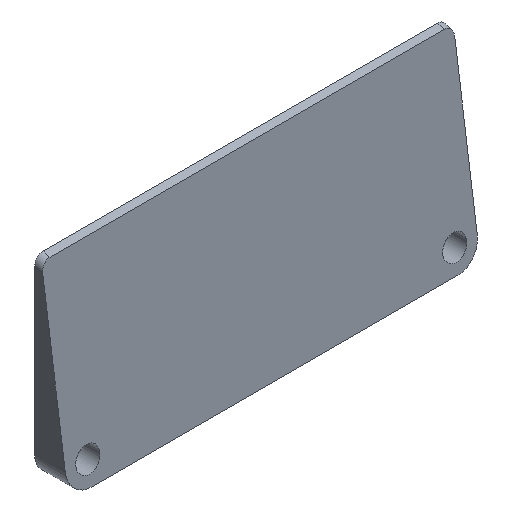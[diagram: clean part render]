
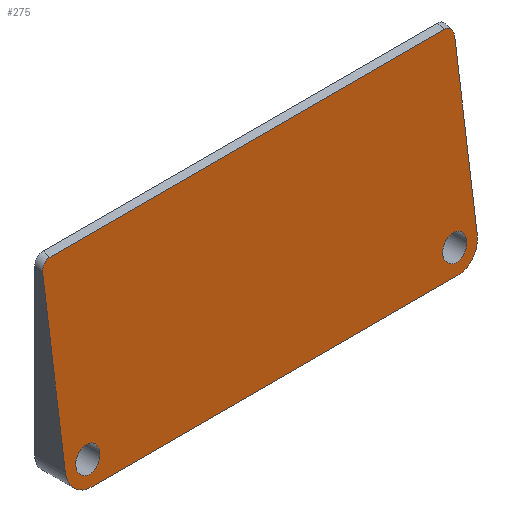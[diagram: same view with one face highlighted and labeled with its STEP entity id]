
A CAD part, isometric view. The second image highlights one B-rep face of the part: STEP entity #275.
In plain terms, the highlighted planar face has unit normal (0, -0.99, 0.139).
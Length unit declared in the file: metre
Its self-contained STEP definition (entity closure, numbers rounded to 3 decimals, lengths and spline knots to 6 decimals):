
#22=ELLIPSE('',#298,0.003042,0.0028);
#24=ELLIPSE('',#302,0.003042,0.0028);
#26=ELLIPSE('',#307,0.007372,0.0073);
#27=ELLIPSE('',#311,0.007372,0.0073);
#28=ELLIPSE('',#316,0.003938,0.0039);
#29=ELLIPSE('',#317,0.003938,0.0039);
#83=ORIENTED_EDGE('',*,*,#138,.F.);
#84=ORIENTED_EDGE('',*,*,#139,.F.);
#85=ORIENTED_EDGE('',*,*,#110,.F.);
#86=ORIENTED_EDGE('',*,*,#134,.T.);
#87=ORIENTED_EDGE('',*,*,#131,.T.);
#88=ORIENTED_EDGE('',*,*,#128,.T.);
#89=ORIENTED_EDGE('',*,*,#122,.F.);
#90=ORIENTED_EDGE('',*,*,#119,.T.);
#91=ORIENTED_EDGE('',*,*,#116,.T.);
#92=ORIENTED_EDGE('',*,*,#113,.T.);
#110=EDGE_CURVE('',#144,#146,#171,.T.);
#113=EDGE_CURVE('',#148,#146,#22,.T.);
#116=EDGE_CURVE('',#150,#148,#175,.F.);
#119=EDGE_CURVE('',#152,#150,#24,.T.);
#122=EDGE_CURVE('',#152,#154,#179,.T.);
#128=EDGE_CURVE('',#156,#154,#26,.T.);
#131=EDGE_CURVE('',#159,#156,#185,.T.);
#134=EDGE_CURVE('',#144,#159,#27,.T.);
#138=EDGE_CURVE('',#164,#164,#28,.T.);
#139=EDGE_CURVE('',#165,#165,#29,.T.);
#144=VERTEX_POINT('',#417);
#146=VERTEX_POINT('',#420);
#148=VERTEX_POINT('',#426);
#150=VERTEX_POINT('',#432);
#152=VERTEX_POINT('',#438);
#154=VERTEX_POINT('',#444);
#156=VERTEX_POINT('',#450);
#159=VERTEX_POINT('',#463);
#164=VERTEX_POINT('',#485);
#165=VERTEX_POINT('',#487);
#171=LINE('',#419,#188);
#175=LINE('',#431,#192);
#179=LINE('',#443,#196);
#185=LINE('',#466,#202);
#188=VECTOR('',#334,1.);
#192=VECTOR('',#346,1.);
#196=VECTOR('',#358,1.);
#202=VECTOR('',#372,1.);
#215=EDGE_LOOP('',(#83));
#216=EDGE_LOOP('',(#84));
#217=EDGE_LOOP('',(#85,#86,#87,#88,#89,#90,#91,#92));
#242=FACE_BOUND('',#215,.T.);
#243=FACE_BOUND('',#216,.T.);
#244=FACE_BOUND('',#217,.T.);
#263=PLANE('',#315);
#275=ADVANCED_FACE('',(#242,#243,#244),#263,.T.);
#298=AXIS2_PLACEMENT_3D('',#425,#339,#340);
#302=AXIS2_PLACEMENT_3D('',#437,#351,#352);
#307=AXIS2_PLACEMENT_3D('',#460,#366,#367);
#311=AXIS2_PLACEMENT_3D('',#476,#377,#378);
#315=AXIS2_PLACEMENT_3D('',#483,#386,#387);
#316=AXIS2_PLACEMENT_3D('',#484,#388,#389);
#317=AXIS2_PLACEMENT_3D('',#486,#390,#391);
#334=DIRECTION('',(0.,0.139,0.99));
#339=DIRECTION('',(0.,-0.99,0.139));
#340=DIRECTION('',(0.,-0.139,-0.99));
#346=DIRECTION('',(1.,0.,0.));
#351=DIRECTION('',(0.,-0.99,0.139));
#352=DIRECTION('',(0.,-0.139,-0.99));
#358=DIRECTION('',(0.,-0.139,-0.99));
#366=DIRECTION('',(0.,-0.99,0.139));
#367=DIRECTION('',(0.,0.139,0.99));
#372=DIRECTION('',(1.,0.,0.));
#377=DIRECTION('',(0.,-0.99,0.139));
#378=DIRECTION('',(0.,0.139,0.99));
#386=DIRECTION('',(0.,-0.99,0.139));
#387=DIRECTION('',(0.,-0.139,-0.99));
#388=DIRECTION('',(0.,-0.99,0.139));
#389=DIRECTION('',(0.,0.139,0.99));
#390=DIRECTION('',(0.,-0.99,0.139));
#391=DIRECTION('',(0.,0.139,0.99));
#417=CARTESIAN_POINT('',(-0.14185,-0.030389,0.004644));
#419=CARTESIAN_POINT('',(-0.14185,-0.026757,0.030485));
#420=CARTESIAN_POINT('',(-0.14185,-0.023055,0.056827));
#425=CARTESIAN_POINT('',(-0.13905,-0.023055,0.056827));
#426=CARTESIAN_POINT('',(-0.13905,-0.022632,0.059839));
#431=CARTESIAN_POINT('',(-0.07505,-0.022632,0.059839));
#432=CARTESIAN_POINT('',(-0.01105,-0.022632,0.059839));
#437=CARTESIAN_POINT('',(-0.01105,-0.023055,0.056827));
#438=CARTESIAN_POINT('',(-0.00825,-0.023055,0.056827));
#443=CARTESIAN_POINT('',(-0.00825,-0.026757,0.030485));
#444=CARTESIAN_POINT('',(-0.00825,-0.030389,0.004644));
#450=CARTESIAN_POINT('',(-0.01555,-0.031415,-0.002656));
#460=CARTESIAN_POINT('',(-0.01555,-0.030389,0.004644));
#463=CARTESIAN_POINT('',(-0.13455,-0.031415,-0.002656));
#466=CARTESIAN_POINT('',(-0.07505,-0.031415,-0.002656));
#476=CARTESIAN_POINT('',(-0.13455,-0.030389,0.004644));
#483=CARTESIAN_POINT('',(-0.152052,-0.020886,0.072263));
#484=CARTESIAN_POINT('',(-0.13455,-0.030389,0.004644));
#485=CARTESIAN_POINT('',(-0.13455,-0.029841,0.008544));
#486=CARTESIAN_POINT('',(-0.01555,-0.030389,0.004644));
#487=CARTESIAN_POINT('',(-0.01555,-0.029841,0.008544));
